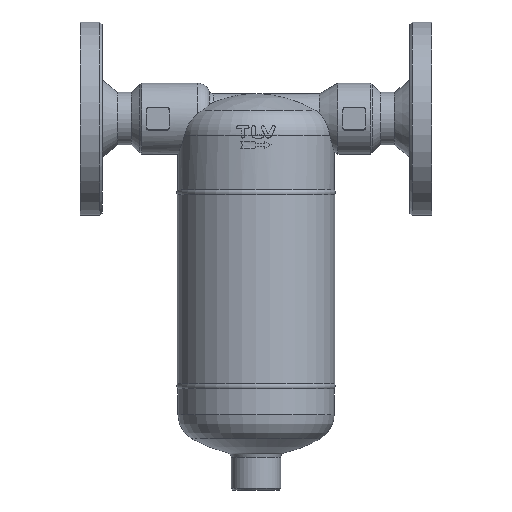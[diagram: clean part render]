
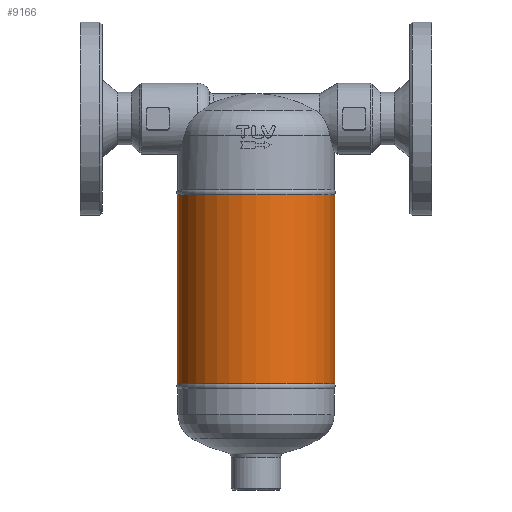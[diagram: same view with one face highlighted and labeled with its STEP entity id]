
A CAD part, front view. The second image highlights one B-rep face of the part: STEP entity #9166.
In plain terms, the highlighted cylindrical face has radius 50.8 mm (diameter 101.6 mm), a full revolution.
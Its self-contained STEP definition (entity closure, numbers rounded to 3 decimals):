
#8885=CARTESIAN_POINT('',(-50.8,0.,-123.739));
#8886=VERTEX_POINT('',#8885);
#8887=CARTESIAN_POINT('',(0.,0.0,-123.739));
#8888=DIRECTION('',(0.0,0.0,-1.0));
#8889=DIRECTION('',(1.0,0.0,0.0));
#8890=AXIS2_PLACEMENT_3D('',#8887,#8888,#8889);
#8891=CIRCLE('',#8890,50.8);
#8892=EDGE_CURVE('',#8886,#8886,#8891,.T.);
#8902=CARTESIAN_POINT('',(-50.8,0.,-1.761));
#8903=VERTEX_POINT('',#8902);
#8904=CARTESIAN_POINT('',(0.,0.0,-1.761));
#8905=DIRECTION('',(0.0,0.0,1.0));
#8906=DIRECTION('',(1.0,0.0,0.0));
#8907=AXIS2_PLACEMENT_3D('',#8904,#8905,#8906);
#8908=CIRCLE('',#8907,50.8);
#8909=EDGE_CURVE('',#8903,#8903,#8908,.T.);
#9155=CARTESIAN_POINT('',(0.,0.0,0.));
#9156=DIRECTION('',(0.,0.0,-1.0));
#9157=DIRECTION('',(1.0,0.0,0.0));
#9158=AXIS2_PLACEMENT_3D('',#9155,#9156,#9157);
#9159=CYLINDRICAL_SURFACE('',#9158,50.8);
#9160=ORIENTED_EDGE('',*,*,#8909,.F.);
#9161=EDGE_LOOP('',(#9160));
#9162=FACE_OUTER_BOUND('',#9161,.T.);
#9163=ORIENTED_EDGE('',*,*,#8892,.F.);
#9164=EDGE_LOOP('',(#9163));
#9165=FACE_BOUND('',#9164,.T.);
#9166=ADVANCED_FACE('',(#9162,#9165),#9159,.T.);
